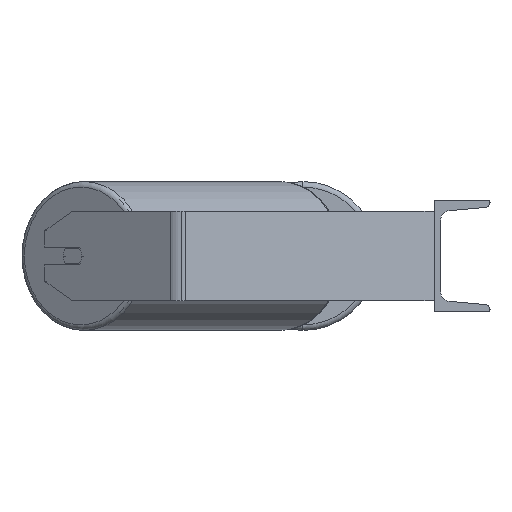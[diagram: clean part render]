
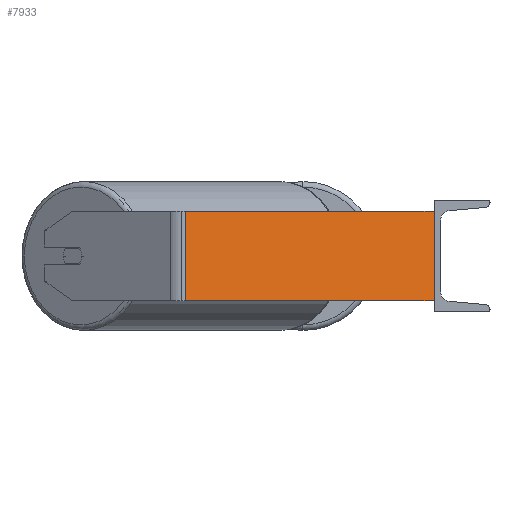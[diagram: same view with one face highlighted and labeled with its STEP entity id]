
A CAD part, left-side view. The second image highlights one B-rep face of the part: STEP entity #7933.
In plain terms, the highlighted planar face has unit normal (-0.966, -0.259, 0).
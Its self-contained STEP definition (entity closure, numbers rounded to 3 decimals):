
#380 = LINE ( 'NONE', #7055, #2375 ) ;
#391 = VERTEX_POINT ( 'NONE', #5847 ) ;
#1217 = ORIENTED_EDGE ( 'NONE', *, *, #2782, .T. ) ;
#1408 = DIRECTION ( 'NONE',  ( -0.259, 0.966, 0. ) ) ;
#1598 = LINE ( 'NONE', #4389, #2580 ) ;
#2183 = CARTESIAN_POINT ( 'NONE',  ( -544.416, 221.744, -40. ) ) ;
#2297 = ORIENTED_EDGE ( 'NONE', *, *, #7793, .F. ) ;
#2375 = VECTOR ( 'NONE', #7629, 1000. ) ;
#2575 = AXIS2_PLACEMENT_3D ( 'NONE', #3809, #8768, #1408 ) ;
#2580 = VECTOR ( 'NONE', #7190, 1000. ) ;
#2782 = EDGE_CURVE ( 'NONE', #4429, #7732, #380, .T. ) ;
#2907 = CARTESIAN_POINT ( 'NONE',  ( -485., 0., 40. ) ) ;
#3809 = CARTESIAN_POINT ( 'NONE',  ( -546.347, 228.951, 40. ) ) ;
#4342 = LINE ( 'NONE', #5089, #8893 ) ;
#4389 = CARTESIAN_POINT ( 'NONE',  ( -485., 0., 40. ) ) ;
#4429 = VERTEX_POINT ( 'NONE', #2183 ) ;
#5089 = CARTESIAN_POINT ( 'NONE',  ( -546.347, 228.951, 40. ) ) ;
#5847 = CARTESIAN_POINT ( 'NONE',  ( -544.416, 221.744, 40. ) ) ;
#6230 = CARTESIAN_POINT ( 'NONE',  ( -544.416, 221.744, 40. ) ) ;
#6358 = DIRECTION ( 'NONE',  ( 0.259, -0.966, 0. ) ) ;
#6657 = VECTOR ( 'NONE', #7573, 1000. ) ;
#6715 = PLANE ( 'NONE',  #2575 ) ;
#6786 = EDGE_LOOP ( 'NONE', ( #1217, #7949, #2297, #8057 ) ) ;
#6897 = VERTEX_POINT ( 'NONE', #2907 ) ;
#7055 = CARTESIAN_POINT ( 'NONE',  ( -546.347, 228.951, -40. ) ) ;
#7190 = DIRECTION ( 'NONE',  ( 0., 0., -1. ) ) ;
#7414 = FACE_OUTER_BOUND ( 'NONE', #6786, .T. ) ;
#7573 = DIRECTION ( 'NONE',  ( 0., 0., -1. ) ) ;
#7629 = DIRECTION ( 'NONE',  ( 0.259, -0.966, 0. ) ) ;
#7732 = VERTEX_POINT ( 'NONE', #8334 ) ;
#7793 = EDGE_CURVE ( 'NONE', #391, #6897, #4342, .T. ) ;
#7933 = ADVANCED_FACE ( 'NONE', ( #7414 ), #6715, .F. ) ;
#7949 = ORIENTED_EDGE ( 'NONE', *, *, #8514, .F. ) ;
#8057 = ORIENTED_EDGE ( 'NONE', *, *, #8059, .T. ) ;
#8059 = EDGE_CURVE ( 'NONE', #391, #4429, #8280, .T. ) ;
#8280 = LINE ( 'NONE', #6230, #6657 ) ;
#8334 = CARTESIAN_POINT ( 'NONE',  ( -485., 0., -40. ) ) ;
#8514 = EDGE_CURVE ( 'NONE', #6897, #7732, #1598, .T. ) ;
#8768 = DIRECTION ( 'NONE',  ( 0.966, 0.259, 0. ) ) ;
#8893 = VECTOR ( 'NONE', #6358, 1000. ) ;
